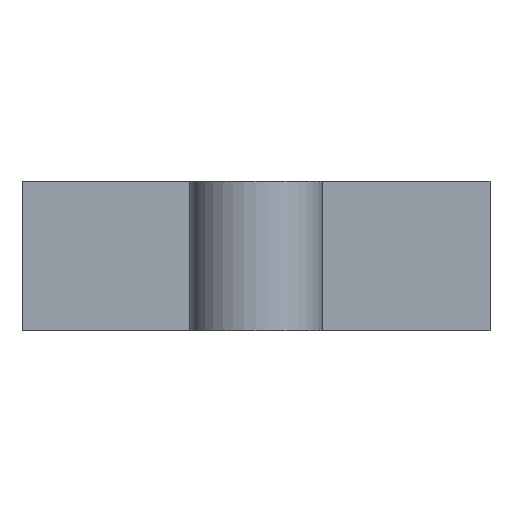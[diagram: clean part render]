
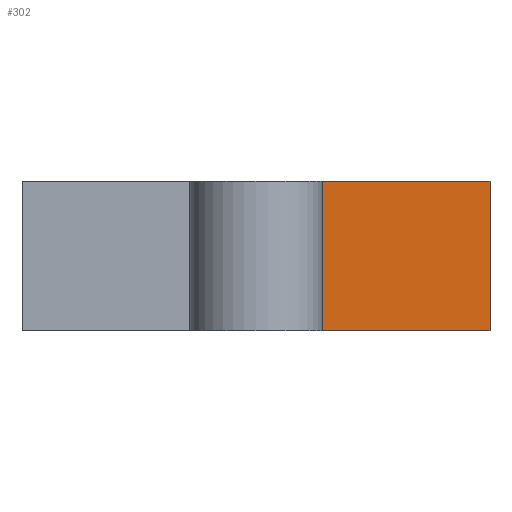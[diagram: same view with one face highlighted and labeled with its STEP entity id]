
A CAD part, front view. The second image highlights one B-rep face of the part: STEP entity #302.
In plain terms, the highlighted planar face has unit normal (0, -1, 0).
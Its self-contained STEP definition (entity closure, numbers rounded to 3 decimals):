
#25=FACE_OUTER_BOUND('',#41,.T.);
#41=EDGE_LOOP('',(#246,#247,#248,#249));
#59=LINE('',#457,#95);
#66=LINE('',#473,#102);
#75=LINE('',#494,#111);
#76=LINE('',#496,#112);
#95=VECTOR('',#366,10.);
#102=VECTOR('',#381,10.);
#111=VECTOR('',#396,10.);
#112=VECTOR('',#399,10.);
#140=VERTEX_POINT('',#454);
#141=VERTEX_POINT('',#456);
#145=VERTEX_POINT('',#470);
#146=VERTEX_POINT('',#472);
#168=EDGE_CURVE('',#140,#141,#59,.T.);
#176=EDGE_CURVE('',#145,#146,#66,.T.);
#187=EDGE_CURVE('',#145,#141,#75,.T.);
#188=EDGE_CURVE('',#146,#140,#76,.T.);
#246=ORIENTED_EDGE('',*,*,#176,.F.);
#247=ORIENTED_EDGE('',*,*,#187,.T.);
#248=ORIENTED_EDGE('',*,*,#168,.F.);
#249=ORIENTED_EDGE('',*,*,#188,.F.);
#288=PLANE('',#338);
#302=ADVANCED_FACE('',(#25),#288,.T.);
#338=AXIS2_PLACEMENT_3D('',#500,#404,#405);
#366=DIRECTION('',(-1.,0.,0.));
#381=DIRECTION('',(1.,0.,0.));
#396=DIRECTION('',(0.,0.,-1.));
#399=DIRECTION('',(0.,0.,-1.));
#404=DIRECTION('center_axis',(0.,-1.,0.));
#405=DIRECTION('ref_axis',(-1.,0.,0.));
#454=CARTESIAN_POINT('',(59.55,5.5,0.));
#456=CARTESIAN_POINT('',(57.4,5.5,0.));
#457=CARTESIAN_POINT('',(57.025,5.5,0.));
#470=CARTESIAN_POINT('',(57.4,5.5,1.92));
#472=CARTESIAN_POINT('',(59.55,5.5,1.92));
#473=CARTESIAN_POINT('',(53.55,5.5,1.92));
#494=CARTESIAN_POINT('',(57.4,5.5,0.96));
#496=CARTESIAN_POINT('',(59.55,5.5,1.92));
#500=CARTESIAN_POINT('Origin',(59.55,5.5,1.92));
